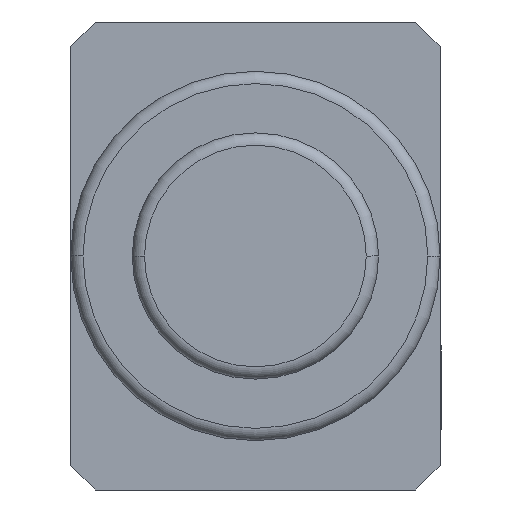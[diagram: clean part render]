
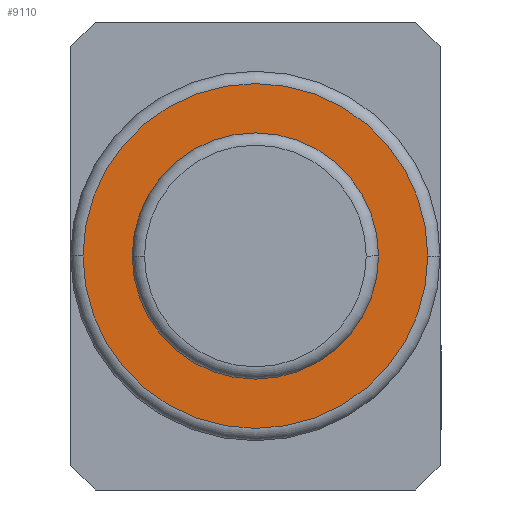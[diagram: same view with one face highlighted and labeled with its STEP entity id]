
A CAD part, left-side view. The second image highlights one B-rep face of the part: STEP entity #9110.
In plain terms, the highlighted planar face has unit normal (-1, 0, 0).
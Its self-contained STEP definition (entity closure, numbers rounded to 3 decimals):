
#303 = CARTESIAN_POINT ( 'NONE',  ( -2.6, -1.4, 0. ) ) ;
#353 = DIRECTION ( 'NONE',  ( 0., -1., 0. ) ) ;
#480 = CARTESIAN_POINT ( 'NONE',  ( -2.6, 0., 0. ) ) ;
#680 = CARTESIAN_POINT ( 'NONE',  ( -2.6, -1., 0. ) ) ;
#1199 = DIRECTION ( 'NONE',  ( -1., 0., 0. ) ) ;
#1347 = FACE_BOUND ( 'NONE', #4788, .T. ) ;
#1730 = VERTEX_POINT ( 'NONE', #10086 ) ;
#2184 = CIRCLE ( 'NONE', #7963, 1.4 ) ;
#2303 = PLANE ( 'NONE',  #2396 ) ;
#2396 = AXIS2_PLACEMENT_3D ( 'NONE', #2656, #10844, #8954 ) ;
#2599 = VERTEX_POINT ( 'NONE', #303 ) ;
#2656 = CARTESIAN_POINT ( 'NONE',  ( -2.6, 0., 0. ) ) ;
#2789 = VERTEX_POINT ( 'NONE', #680 ) ;
#2815 = CIRCLE ( 'NONE', #9391, 1. ) ;
#2995 = CARTESIAN_POINT ( 'NONE',  ( -2.6, 0., 0. ) ) ;
#3814 = VERTEX_POINT ( 'NONE', #5663 ) ;
#4788 = EDGE_LOOP ( 'NONE', ( #10797, #7670 ) ) ;
#5020 = ORIENTED_EDGE ( 'NONE', *, *, #11586, .T. ) ;
#5094 = CIRCLE ( 'NONE', #5890, 1. ) ;
#5114 = FACE_OUTER_BOUND ( 'NONE', #7947, .T. ) ;
#5137 = CIRCLE ( 'NONE', #7276, 1.4 ) ;
#5313 = ORIENTED_EDGE ( 'NONE', *, *, #8365, .T. ) ;
#5347 = DIRECTION ( 'NONE',  ( 0., -1., 0. ) ) ;
#5550 = EDGE_CURVE ( 'NONE', #1730, #2789, #5094, .T. ) ;
#5663 = CARTESIAN_POINT ( 'NONE',  ( -2.6, 1.4, 0. ) ) ;
#5890 = AXIS2_PLACEMENT_3D ( 'NONE', #2995, #1199, #353 ) ;
#6433 = DIRECTION ( 'NONE',  ( -1., 0., 0. ) ) ;
#6464 = CARTESIAN_POINT ( 'NONE',  ( -2.6, 0., 0. ) ) ;
#6529 = EDGE_CURVE ( 'NONE', #2789, #1730, #2815, .T. ) ;
#7276 = AXIS2_PLACEMENT_3D ( 'NONE', #480, #10657, #8542 ) ;
#7670 = ORIENTED_EDGE ( 'NONE', *, *, #6529, .F. ) ;
#7947 = EDGE_LOOP ( 'NONE', ( #5313, #5020 ) ) ;
#7963 = AXIS2_PLACEMENT_3D ( 'NONE', #9976, #6433, #5347 ) ;
#8365 = EDGE_CURVE ( 'NONE', #2599, #3814, #2184, .T. ) ;
#8542 = DIRECTION ( 'NONE',  ( 0., -1., 0. ) ) ;
#8954 = DIRECTION ( 'NONE',  ( 0., -1., 0. ) ) ;
#9110 = ADVANCED_FACE ( 'NONE', ( #1347, #5114 ), #2303, .T. ) ;
#9391 = AXIS2_PLACEMENT_3D ( 'NONE', #6464, #11397, #10360 ) ;
#9976 = CARTESIAN_POINT ( 'NONE',  ( -2.6, 0., 0. ) ) ;
#10086 = CARTESIAN_POINT ( 'NONE',  ( -2.6, 1., 0. ) ) ;
#10360 = DIRECTION ( 'NONE',  ( 0., -1., 0. ) ) ;
#10657 = DIRECTION ( 'NONE',  ( -1., 0., 0. ) ) ;
#10797 = ORIENTED_EDGE ( 'NONE', *, *, #5550, .F. ) ;
#10844 = DIRECTION ( 'NONE',  ( -1., 0., 0. ) ) ;
#11397 = DIRECTION ( 'NONE',  ( -1., 0., 0. ) ) ;
#11586 = EDGE_CURVE ( 'NONE', #3814, #2599, #5137, .T. ) ;
